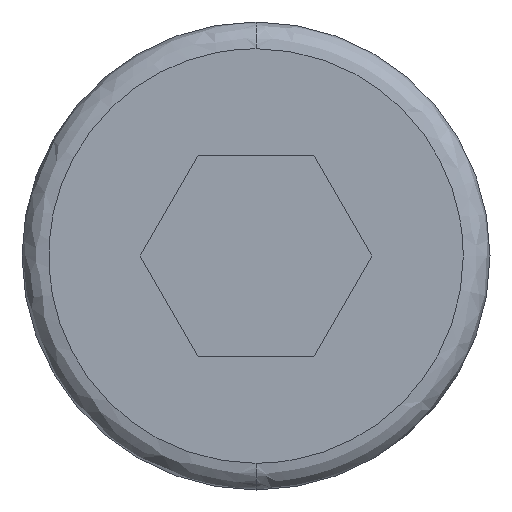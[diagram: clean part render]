
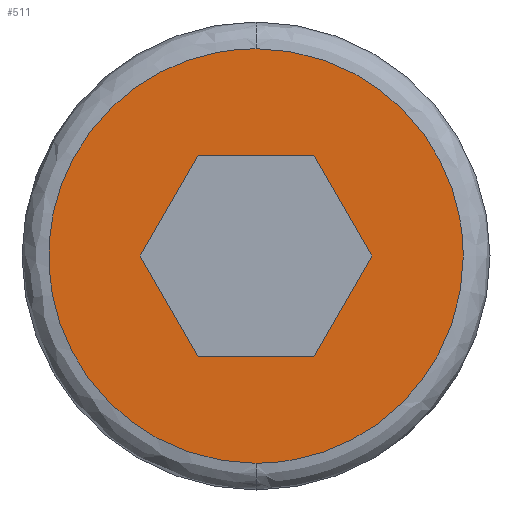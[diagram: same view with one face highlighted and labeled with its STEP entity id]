
A CAD part, front view. The second image highlights one B-rep face of the part: STEP entity #511.
In plain terms, the highlighted planar face has unit normal (0, -1, 0).
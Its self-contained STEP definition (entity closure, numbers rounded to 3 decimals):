
#9 = EDGE_CURVE ( 'NONE', #100, #369, #539, .T. ) ;
#20 = CARTESIAN_POINT ( 'NONE',  ( 0., -4., -3.1 ) ) ;
#25 = EDGE_LOOP ( 'NONE', ( #114, #321, #351 ) ) ;
#38 = PLANE ( 'NONE',  #498 ) ;
#43 = VECTOR ( 'NONE', #53, 1000. ) ;
#50 = CARTESIAN_POINT ( 'NONE',  ( 1.732, -4., 0. ) ) ;
#53 = DIRECTION ( 'NONE',  ( -1., 0., 0. ) ) ;
#74 = CARTESIAN_POINT ( 'NONE',  ( 0., -4., -3.1 ) ) ;
#77 = CARTESIAN_POINT ( 'NONE',  ( -1.299, -4., -0.75 ) ) ;
#81 = CARTESIAN_POINT ( 'NONE',  ( 3.1, -4., 0. ) ) ;
#88 = EDGE_CURVE ( 'NONE', #308, #310, #669, .T. ) ;
#89 = DIRECTION ( 'NONE',  ( 0., -1., 0. ) ) ;
#96 = EDGE_CURVE ( 'NONE', #369, #309, #547, .T. ) ;
#100 = VERTEX_POINT ( 'NONE', #74 ) ;
#114 = ORIENTED_EDGE ( 'NONE', *, *, #96, .F. ) ;
#119 = VECTOR ( 'NONE', #489, 1000. ) ;
#127 = EDGE_CURVE ( 'NONE', #309, #100, #408, .T. ) ;
#148 = CARTESIAN_POINT ( 'NONE',  ( 0., -4., 3.1 ) ) ;
#163 = LINE ( 'NONE', #77, #524 ) ;
#165 = VERTEX_POINT ( 'NONE', #695 ) ;
#196 = LINE ( 'NONE', #647, #43 ) ;
#223 = ORIENTED_EDGE ( 'NONE', *, *, #411, .T. ) ;
#231 = CARTESIAN_POINT ( 'NONE',  ( 3.1, -4., 0. ) ) ;
#234 = CARTESIAN_POINT ( 'NONE',  ( 0., -4., 1.5 ) ) ;
#239 = CARTESIAN_POINT ( 'NONE',  ( -1.299, -4., 0.75 ) ) ;
#241 = EDGE_CURVE ( 'NONE', #310, #417, #196, .T. ) ;
#255 = CARTESIAN_POINT ( 'NONE',  ( 1.732, -4., 0. ) ) ;
#259 = CARTESIAN_POINT ( 'NONE',  ( 3.1, -4., 0. ) ) ;
#268 = CARTESIAN_POINT ( 'NONE',  ( 0., -4., -3.1 ) ) ;
#283 = LINE ( 'NONE', #234, #461 ) ;
#293 = VECTOR ( 'NONE', #362, 1000. ) ;
#302 = ORIENTED_EDGE ( 'NONE', *, *, #548, .T. ) ;
#308 = VERTEX_POINT ( 'NONE', #50 ) ;
#309 = VERTEX_POINT ( 'NONE', #231 ) ;
#310 = VERTEX_POINT ( 'NONE', #520 ) ;
#311 = DIRECTION ( 'NONE',  ( 1., 0., 0. ) ) ;
#316 = CARTESIAN_POINT ( 'NONE',  ( -1.816, -4., 3.1 ) ) ;
#321 = ORIENTED_EDGE ( 'NONE', *, *, #9, .F. ) ;
#326 = CARTESIAN_POINT ( 'NONE',  ( -1.816, -4., -3.1 ) ) ;
#339 = EDGE_CURVE ( 'NONE', #404, #464, #605, .T. ) ;
#350 = VECTOR ( 'NONE', #675, 1000. ) ;
#351 = ORIENTED_EDGE ( 'NONE', *, *, #127, .F. ) ;
#356 = CARTESIAN_POINT ( 'NONE',  ( -3.1, -4., 1.816 ) ) ;
#362 = DIRECTION ( 'NONE',  ( 0.5, 0., 0.866 ) ) ;
#369 = VERTEX_POINT ( 'NONE', #535 ) ;
#377 = CARTESIAN_POINT ( 'NONE',  ( 0., -4., 3.1 ) ) ;
#384 = CARTESIAN_POINT ( 'NONE',  ( 1.816, -4., -3.1 ) ) ;
#388 = EDGE_LOOP ( 'NONE', ( #736, #767, #479, #302, #553, #223 ) ) ;
#390 = CARTESIAN_POINT ( 'NONE',  ( -3.1, -4., 0. ) ) ;
#404 = VERTEX_POINT ( 'NONE', #726 ) ;
#408 =( BOUNDED_CURVE ( )  B_SPLINE_CURVE ( 3, ( #259, #494, #384, #20 ),
 .UNSPECIFIED., .F., .T. ) 
 B_SPLINE_CURVE_WITH_KNOTS ( ( 4, 4 ),
 ( 0., 0.333 ),
 .UNSPECIFIED. ) 
 CURVE ( )  GEOMETRIC_REPRESENTATION_ITEM ( )  RATIONAL_B_SPLINE_CURVE ( ( 1., 0.805, 0.805, 1. ) ) 
 REPRESENTATION_ITEM ( '' )  );
#411 = EDGE_CURVE ( 'NONE', #464, #165, #283, .T. ) ;
#417 = VERTEX_POINT ( 'NONE', #544 ) ;
#439 = CARTESIAN_POINT ( 'NONE',  ( 1.816, -4., 3.1 ) ) ;
#453 = FACE_BOUND ( 'NONE', #388, .T. ) ;
#461 = VECTOR ( 'NONE', #311, 1000. ) ;
#464 = VERTEX_POINT ( 'NONE', #546 ) ;
#479 = ORIENTED_EDGE ( 'NONE', *, *, #241, .T. ) ;
#489 = DIRECTION ( 'NONE',  ( 0.5, 0., -0.866 ) ) ;
#494 = CARTESIAN_POINT ( 'NONE',  ( 3.1, -4., -1.816 ) ) ;
#498 = AXIS2_PLACEMENT_3D ( 'NONE', #687, #89, #502 ) ;
#502 = DIRECTION ( 'NONE',  ( 0., 0., -1. ) ) ;
#511 = ADVANCED_FACE ( 'NONE', ( #453, #688 ), #38, .T. ) ;
#520 = CARTESIAN_POINT ( 'NONE',  ( 0.866, -4., -1.5 ) ) ;
#524 = VECTOR ( 'NONE', #626, 1000. ) ;
#535 = CARTESIAN_POINT ( 'NONE',  ( 0., -4., 3.1 ) ) ;
#539 =( BOUNDED_CURVE ( )  B_SPLINE_CURVE ( 3, ( #268, #326, #752, #390, #356, #316, #377 ),
 .UNSPECIFIED., .F., .T. ) 
 B_SPLINE_CURVE_WITH_KNOTS ( ( 4, 3, 4 ),
 ( 0.333, 0.667, 1. ),
 .UNSPECIFIED. ) 
 CURVE ( )  GEOMETRIC_REPRESENTATION_ITEM ( )  RATIONAL_B_SPLINE_CURVE ( ( 1., 0.805, 0.805, 1., 0.805, 0.805, 1. ) ) 
 REPRESENTATION_ITEM ( '' )  );
#544 = CARTESIAN_POINT ( 'NONE',  ( -0.866, -4., -1.5 ) ) ;
#546 = CARTESIAN_POINT ( 'NONE',  ( -0.866, -4., 1.5 ) ) ;
#547 =( BOUNDED_CURVE ( )  B_SPLINE_CURVE ( 3, ( #148, #439, #620, #81 ),
 .UNSPECIFIED., .F., .F. ) 
 B_SPLINE_CURVE_WITH_KNOTS ( ( 4, 4 ),
 ( 0., 1. ),
 .UNSPECIFIED. ) 
 CURVE ( )  GEOMETRIC_REPRESENTATION_ITEM ( )  RATIONAL_B_SPLINE_CURVE ( ( 1., 0.805, 0.805, 1. ) ) 
 REPRESENTATION_ITEM ( '' )  );
#548 = EDGE_CURVE ( 'NONE', #417, #404, #163, .T. ) ;
#553 = ORIENTED_EDGE ( 'NONE', *, *, #339, .T. ) ;
#570 = LINE ( 'NONE', #610, #119 ) ;
#605 = LINE ( 'NONE', #239, #293 ) ;
#610 = CARTESIAN_POINT ( 'NONE',  ( 1.299, -4., 0.75 ) ) ;
#620 = CARTESIAN_POINT ( 'NONE',  ( 3.1, -4., 1.816 ) ) ;
#626 = DIRECTION ( 'NONE',  ( -0.5, 0., 0.866 ) ) ;
#647 = CARTESIAN_POINT ( 'NONE',  ( 0.433, -4., -1.5 ) ) ;
#664 = EDGE_CURVE ( 'NONE', #165, #308, #570, .T. ) ;
#669 = LINE ( 'NONE', #255, #350 ) ;
#675 = DIRECTION ( 'NONE',  ( -0.5, 0., -0.866 ) ) ;
#687 = CARTESIAN_POINT ( 'NONE',  ( 0., -4., 0. ) ) ;
#688 = FACE_OUTER_BOUND ( 'NONE', #25, .T. ) ;
#695 = CARTESIAN_POINT ( 'NONE',  ( 0.866, -4., 1.5 ) ) ;
#726 = CARTESIAN_POINT ( 'NONE',  ( -1.732, -4., 0. ) ) ;
#736 = ORIENTED_EDGE ( 'NONE', *, *, #664, .T. ) ;
#752 = CARTESIAN_POINT ( 'NONE',  ( -3.1, -4., -1.816 ) ) ;
#767 = ORIENTED_EDGE ( 'NONE', *, *, #88, .T. ) ;
